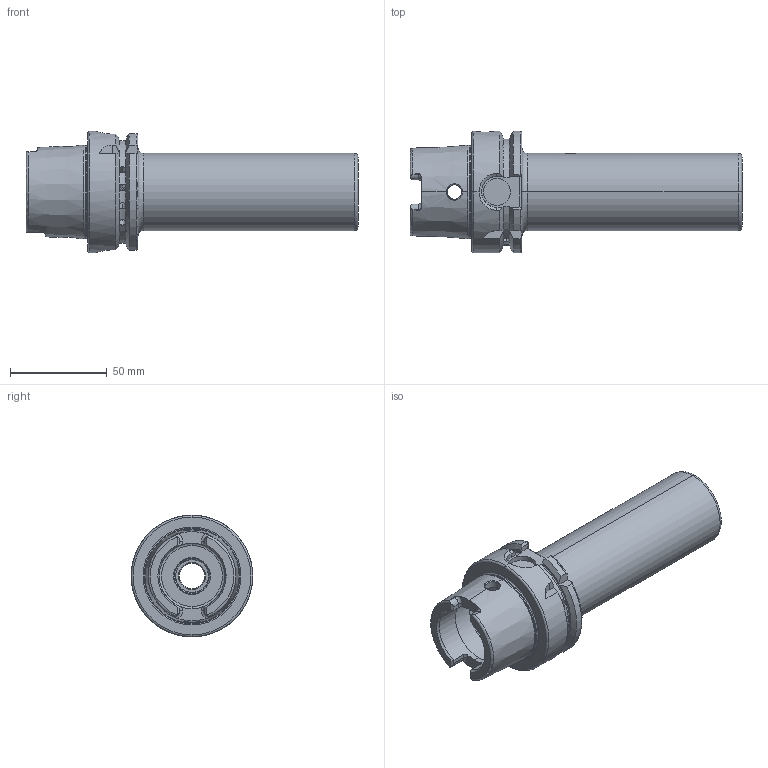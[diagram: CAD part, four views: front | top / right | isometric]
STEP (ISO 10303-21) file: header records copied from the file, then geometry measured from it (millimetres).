
FILE_DESCRIPTION (( 'STEP AP203' ), '1' );
FILE_NAME ('A63.08.03.STEP', '2016-10-11T09:13:29', ( '' ), ( '' ), 'SwSTEP 2.0', 'SolidWorks 2012', '' );
FILE_SCHEMA (( 'CONFIG_CONTROL_DESIGN' ));
Length unit declared in the file: millimetre
Products named in the file (1): A63.08.03
Bounding box: 172 x 63 x 63 mm (x, y, z)
Volume: 183929.2 mm3; surface area: 45319 mm2
Topology: 1 solids, 1 shells, 294 faces, 811 edges, 513 vertices
Faces by surface type: cylinder 124, plane 60, bspline 42, cone 35, torus 33
Entity records: 50113 total; most frequent: CARTESIAN_POINT 43539, ORIENTED_EDGE 1602, DIRECTION 1092, EDGE_CURVE 801, VERTEX_POINT 513, AXIS2_PLACEMENT_3D 431, EDGE_LOOP 308, ADVANCED_FACE 294
